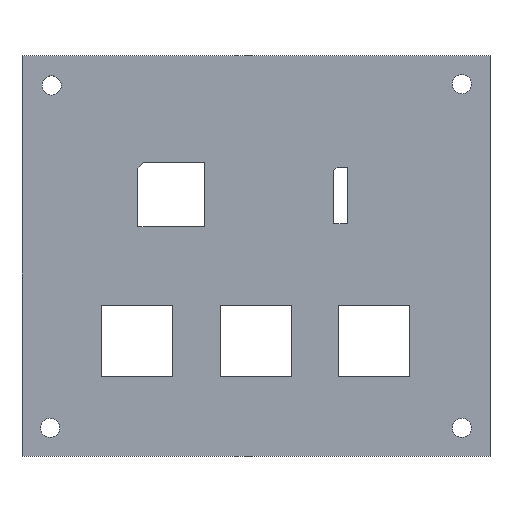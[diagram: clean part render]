
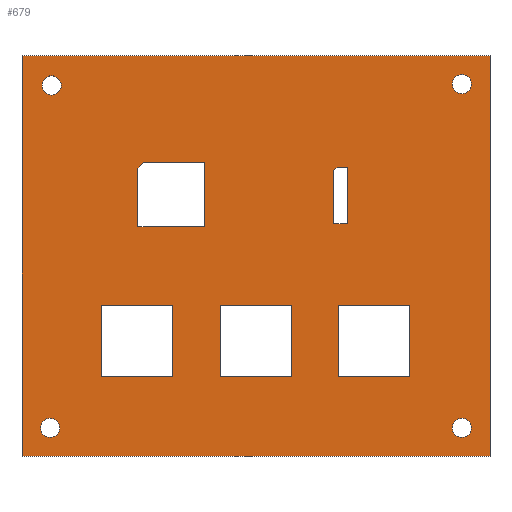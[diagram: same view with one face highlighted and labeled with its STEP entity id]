
A CAD part, top view. The second image highlights one B-rep face of the part: STEP entity #679.
In plain terms, the highlighted planar face has unit normal (0, 0, 1).
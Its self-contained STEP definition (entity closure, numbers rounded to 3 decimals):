
#15=FACE_BOUND('',#124,.T.);
#16=FACE_BOUND('',#125,.T.);
#17=FACE_BOUND('',#126,.T.);
#18=FACE_BOUND('',#127,.T.);
#19=FACE_BOUND('',#128,.T.);
#20=FACE_BOUND('',#129,.T.);
#21=FACE_BOUND('',#130,.T.);
#22=FACE_BOUND('',#131,.T.);
#23=FACE_BOUND('',#132,.T.);
#59=PLANE('',#733);
#91=FACE_OUTER_BOUND('',#123,.T.);
#123=EDGE_LOOP('',(#585,#586,#587,#588));
#124=EDGE_LOOP('',(#589));
#125=EDGE_LOOP('',(#590));
#126=EDGE_LOOP('',(#591));
#127=EDGE_LOOP('',(#592));
#128=EDGE_LOOP('',(#593,#594,#595,#596));
#129=EDGE_LOOP('',(#597,#598,#599,#600));
#130=EDGE_LOOP('',(#601,#602,#603,#604,#605));
#131=EDGE_LOOP('',(#606,#607,#608,#609));
#132=EDGE_LOOP('',(#610,#611,#612,#613,#614));
#147=LINE('',#927,#229);
#151=LINE('',#935,#233);
#154=LINE('',#941,#236);
#157=LINE('',#946,#239);
#159=LINE('',#951,#241);
#163=LINE('',#959,#245);
#166=LINE('',#965,#248);
#169=LINE('',#970,#251);
#171=LINE('',#975,#253);
#175=LINE('',#983,#257);
#178=LINE('',#989,#260);
#181=LINE('',#995,#263);
#184=LINE('',#1000,#266);
#186=LINE('',#1005,#268);
#190=LINE('',#1013,#272);
#193=LINE('',#1019,#275);
#196=LINE('',#1024,#278);
#198=LINE('',#1029,#280);
#202=LINE('',#1037,#284);
#205=LINE('',#1043,#287);
#208=LINE('',#1049,#290);
#211=LINE('',#1054,#293);
#215=LINE('',#1063,#297);
#218=LINE('',#1069,#300);
#221=LINE('',#1075,#303);
#224=LINE('',#1079,#306);
#229=VECTOR('',#767,10.);
#233=VECTOR('',#773,10.);
#236=VECTOR('',#778,10.);
#239=VECTOR('',#783,10.);
#241=VECTOR('',#787,10.);
#245=VECTOR('',#793,10.);
#248=VECTOR('',#798,10.);
#251=VECTOR('',#803,10.);
#253=VECTOR('',#807,10.);
#257=VECTOR('',#813,10.);
#260=VECTOR('',#818,10.);
#263=VECTOR('',#823,10.);
#266=VECTOR('',#828,10.);
#268=VECTOR('',#832,10.);
#272=VECTOR('',#838,10.);
#275=VECTOR('',#843,10.);
#278=VECTOR('',#848,10.);
#280=VECTOR('',#852,10.);
#284=VECTOR('',#858,10.);
#287=VECTOR('',#863,10.);
#290=VECTOR('',#868,10.);
#293=VECTOR('',#873,10.);
#297=VECTOR('',#879,10.);
#300=VECTOR('',#884,10.);
#303=VECTOR('',#889,10.);
#306=VECTOR('',#894,10.);
#307=CIRCLE('',#696,1.7);
#309=CIRCLE('',#699,1.7);
#311=CIRCLE('',#702,1.7);
#313=CIRCLE('',#705,1.7);
#315=VERTEX_POINT('',#901);
#317=VERTEX_POINT('',#907);
#319=VERTEX_POINT('',#913);
#321=VERTEX_POINT('',#919);
#323=VERTEX_POINT('',#925);
#324=VERTEX_POINT('',#926);
#327=VERTEX_POINT('',#934);
#329=VERTEX_POINT('',#940);
#331=VERTEX_POINT('',#949);
#332=VERTEX_POINT('',#950);
#335=VERTEX_POINT('',#958);
#337=VERTEX_POINT('',#964);
#339=VERTEX_POINT('',#973);
#340=VERTEX_POINT('',#974);
#343=VERTEX_POINT('',#982);
#345=VERTEX_POINT('',#988);
#347=VERTEX_POINT('',#994);
#349=VERTEX_POINT('',#1003);
#350=VERTEX_POINT('',#1004);
#353=VERTEX_POINT('',#1012);
#355=VERTEX_POINT('',#1018);
#357=VERTEX_POINT('',#1027);
#358=VERTEX_POINT('',#1028);
#361=VERTEX_POINT('',#1036);
#363=VERTEX_POINT('',#1042);
#365=VERTEX_POINT('',#1048);
#369=VERTEX_POINT('',#1060);
#370=VERTEX_POINT('',#1062);
#372=VERTEX_POINT('',#1068);
#374=VERTEX_POINT('',#1074);
#375=EDGE_CURVE('',#315,#315,#307,.T.);
#378=EDGE_CURVE('',#317,#317,#309,.T.);
#381=EDGE_CURVE('',#319,#319,#311,.T.);
#384=EDGE_CURVE('',#321,#321,#313,.T.);
#387=EDGE_CURVE('',#323,#324,#147,.T.);
#391=EDGE_CURVE('',#324,#327,#151,.T.);
#394=EDGE_CURVE('',#327,#329,#154,.T.);
#397=EDGE_CURVE('',#329,#323,#157,.T.);
#399=EDGE_CURVE('',#331,#332,#159,.T.);
#403=EDGE_CURVE('',#332,#335,#163,.T.);
#406=EDGE_CURVE('',#335,#337,#166,.T.);
#409=EDGE_CURVE('',#337,#331,#169,.T.);
#411=EDGE_CURVE('',#339,#340,#171,.T.);
#415=EDGE_CURVE('',#340,#343,#175,.T.);
#418=EDGE_CURVE('',#343,#345,#178,.T.);
#421=EDGE_CURVE('',#345,#347,#181,.T.);
#424=EDGE_CURVE('',#347,#339,#184,.T.);
#426=EDGE_CURVE('',#349,#350,#186,.T.);
#430=EDGE_CURVE('',#350,#353,#190,.T.);
#433=EDGE_CURVE('',#353,#355,#193,.T.);
#436=EDGE_CURVE('',#355,#349,#196,.T.);
#438=EDGE_CURVE('',#357,#358,#198,.T.);
#442=EDGE_CURVE('',#358,#361,#202,.T.);
#445=EDGE_CURVE('',#361,#363,#205,.T.);
#448=EDGE_CURVE('',#363,#365,#208,.T.);
#451=EDGE_CURVE('',#365,#357,#211,.T.);
#455=EDGE_CURVE('',#370,#369,#215,.T.);
#458=EDGE_CURVE('',#372,#370,#218,.T.);
#461=EDGE_CURVE('',#374,#372,#221,.T.);
#464=EDGE_CURVE('',#369,#374,#224,.T.);
#585=ORIENTED_EDGE('',*,*,#464,.T.);
#586=ORIENTED_EDGE('',*,*,#461,.T.);
#587=ORIENTED_EDGE('',*,*,#458,.T.);
#588=ORIENTED_EDGE('',*,*,#455,.T.);
#589=ORIENTED_EDGE('',*,*,#375,.T.);
#590=ORIENTED_EDGE('',*,*,#378,.T.);
#591=ORIENTED_EDGE('',*,*,#381,.T.);
#592=ORIENTED_EDGE('',*,*,#384,.T.);
#593=ORIENTED_EDGE('',*,*,#394,.T.);
#594=ORIENTED_EDGE('',*,*,#397,.T.);
#595=ORIENTED_EDGE('',*,*,#387,.T.);
#596=ORIENTED_EDGE('',*,*,#391,.T.);
#597=ORIENTED_EDGE('',*,*,#406,.T.);
#598=ORIENTED_EDGE('',*,*,#409,.T.);
#599=ORIENTED_EDGE('',*,*,#399,.T.);
#600=ORIENTED_EDGE('',*,*,#403,.T.);
#601=ORIENTED_EDGE('',*,*,#418,.T.);
#602=ORIENTED_EDGE('',*,*,#421,.T.);
#603=ORIENTED_EDGE('',*,*,#424,.T.);
#604=ORIENTED_EDGE('',*,*,#411,.T.);
#605=ORIENTED_EDGE('',*,*,#415,.T.);
#606=ORIENTED_EDGE('',*,*,#433,.T.);
#607=ORIENTED_EDGE('',*,*,#436,.T.);
#608=ORIENTED_EDGE('',*,*,#426,.T.);
#609=ORIENTED_EDGE('',*,*,#430,.T.);
#610=ORIENTED_EDGE('',*,*,#445,.T.);
#611=ORIENTED_EDGE('',*,*,#448,.T.);
#612=ORIENTED_EDGE('',*,*,#451,.T.);
#613=ORIENTED_EDGE('',*,*,#438,.T.);
#614=ORIENTED_EDGE('',*,*,#442,.T.);
#679=ADVANCED_FACE('',(#91,#15,#16,#17,#18,#19,#20,#21,#22,#23),#59,.T.);
#696=AXIS2_PLACEMENT_3D('',#902,#739,#740);
#699=AXIS2_PLACEMENT_3D('',#908,#746,#747);
#702=AXIS2_PLACEMENT_3D('',#914,#753,#754);
#705=AXIS2_PLACEMENT_3D('',#920,#760,#761);
#733=AXIS2_PLACEMENT_3D('',#1080,#895,#896);
#739=DIRECTION('center_axis',(0.,0.,-1.));
#740=DIRECTION('ref_axis',(-1.,0.,0.));
#746=DIRECTION('center_axis',(0.,0.,-1.));
#747=DIRECTION('ref_axis',(-1.,0.,0.));
#753=DIRECTION('center_axis',(0.,0.,-1.));
#754=DIRECTION('ref_axis',(-1.,0.,0.));
#760=DIRECTION('center_axis',(0.,0.,-1.));
#761=DIRECTION('ref_axis',(-1.,0.,0.));
#767=DIRECTION('',(0.,1.,0.));
#773=DIRECTION('',(1.,0.,0.));
#778=DIRECTION('',(0.,-1.,0.));
#783=DIRECTION('',(-1.,0.,0.));
#787=DIRECTION('',(0.,1.,0.));
#793=DIRECTION('',(1.,0.,0.));
#798=DIRECTION('',(0.,-1.,0.));
#803=DIRECTION('',(-1.,0.,0.));
#807=DIRECTION('',(0.673,0.74,0.));
#813=DIRECTION('',(1.,0.,0.));
#818=DIRECTION('',(0.,-1.,0.));
#823=DIRECTION('',(-1.,0.,0.));
#828=DIRECTION('',(0.,1.,0.));
#832=DIRECTION('',(0.,1.,0.));
#838=DIRECTION('',(1.,0.,0.));
#843=DIRECTION('',(0.,-1.,0.));
#848=DIRECTION('',(-1.,0.,0.));
#852=DIRECTION('',(0.707,0.707,0.));
#858=DIRECTION('',(1.,0.,0.));
#863=DIRECTION('',(0.,-1.,0.));
#868=DIRECTION('',(-1.,0.,0.));
#873=DIRECTION('',(0.,1.,0.));
#879=DIRECTION('',(1.,0.,0.));
#884=DIRECTION('',(0.,-1.,0.));
#889=DIRECTION('',(-1.,0.,0.));
#894=DIRECTION('',(0.,1.,0.));
#895=DIRECTION('center_axis',(0.,0.,1.));
#896=DIRECTION('ref_axis',(1.,0.,0.));
#901=CARTESIAN_POINT('',(69.2,5.5,3.));
#902=CARTESIAN_POINT('Origin',(67.5,5.5,3.));
#907=CARTESIAN_POINT('',(-3.55,5.25,3.));
#908=CARTESIAN_POINT('Origin',(-5.25,5.25,3.));
#913=CARTESIAN_POINT('',(69.2,-55.5,3.));
#914=CARTESIAN_POINT('Origin',(67.5,-55.5,3.));
#919=CARTESIAN_POINT('',(-3.8,-55.5,3.));
#920=CARTESIAN_POINT('Origin',(-5.5,-55.5,3.));
#925=CARTESIAN_POINT('',(3.66,-46.38,3.));
#926=CARTESIAN_POINT('',(3.66,-33.78,3.));
#927=CARTESIAN_POINT('',(3.66,-29.39,3.));
#934=CARTESIAN_POINT('',(16.26,-33.78,3.));
#935=CARTESIAN_POINT('',(23.63,-33.78,3.));
#940=CARTESIAN_POINT('',(16.26,-46.38,3.));
#941=CARTESIAN_POINT('',(16.26,-35.69,3.));
#946=CARTESIAN_POINT('',(17.33,-46.38,3.));
#949=CARTESIAN_POINT('',(24.66,-46.38,3.));
#950=CARTESIAN_POINT('',(24.66,-33.78,3.));
#951=CARTESIAN_POINT('',(24.66,-29.39,3.));
#958=CARTESIAN_POINT('',(37.26,-33.78,3.));
#959=CARTESIAN_POINT('',(34.13,-33.78,3.));
#964=CARTESIAN_POINT('',(37.26,-46.38,3.));
#965=CARTESIAN_POINT('',(37.26,-35.69,3.));
#970=CARTESIAN_POINT('',(27.83,-46.38,3.));
#973=CARTESIAN_POINT('',(10.06,-9.423,3.));
#974=CARTESIAN_POINT('',(11.027,-8.36,3.));
#975=CARTESIAN_POINT('',(11.404,-7.945,3.));
#982=CARTESIAN_POINT('',(21.94,-8.36,3.));
#983=CARTESIAN_POINT('',(26.47,-8.36,3.));
#988=CARTESIAN_POINT('',(21.94,-19.84,3.));
#989=CARTESIAN_POINT('',(21.94,-22.42,3.));
#994=CARTESIAN_POINT('',(10.06,-19.84,3.));
#995=CARTESIAN_POINT('',(20.53,-19.84,3.));
#1000=CARTESIAN_POINT('',(10.06,-17.212,3.));
#1003=CARTESIAN_POINT('',(45.66,-46.38,3.));
#1004=CARTESIAN_POINT('',(45.66,-33.78,3.));
#1005=CARTESIAN_POINT('',(45.66,-29.39,3.));
#1012=CARTESIAN_POINT('',(58.26,-33.78,3.));
#1013=CARTESIAN_POINT('',(44.63,-33.78,3.));
#1018=CARTESIAN_POINT('',(58.26,-46.38,3.));
#1019=CARTESIAN_POINT('',(58.26,-35.69,3.));
#1024=CARTESIAN_POINT('',(38.33,-46.38,3.));
#1027=CARTESIAN_POINT('',(44.78,-9.846,3.));
#1028=CARTESIAN_POINT('',(45.386,-9.24,3.));
#1029=CARTESIAN_POINT('',(37.849,-16.776,3.));
#1036=CARTESIAN_POINT('',(47.22,-9.24,3.));
#1037=CARTESIAN_POINT('',(39.11,-9.24,3.));
#1042=CARTESIAN_POINT('',(47.22,-19.3,3.));
#1043=CARTESIAN_POINT('',(47.22,-22.15,3.));
#1048=CARTESIAN_POINT('',(44.78,-19.3,3.));
#1049=CARTESIAN_POINT('',(37.89,-19.3,3.));
#1054=CARTESIAN_POINT('',(44.78,-17.423,3.));
#1060=CARTESIAN_POINT('',(72.5,-60.5,3.));
#1062=CARTESIAN_POINT('',(-10.5,-60.5,3.));
#1063=CARTESIAN_POINT('',(-10.5,-60.5,3.));
#1068=CARTESIAN_POINT('',(-10.5,10.5,3.));
#1069=CARTESIAN_POINT('',(-10.5,10.5,3.));
#1074=CARTESIAN_POINT('',(72.5,10.5,3.));
#1075=CARTESIAN_POINT('',(72.5,10.5,3.));
#1079=CARTESIAN_POINT('',(72.5,-60.5,3.));
#1080=CARTESIAN_POINT('Origin',(31.,-25.,3.));
